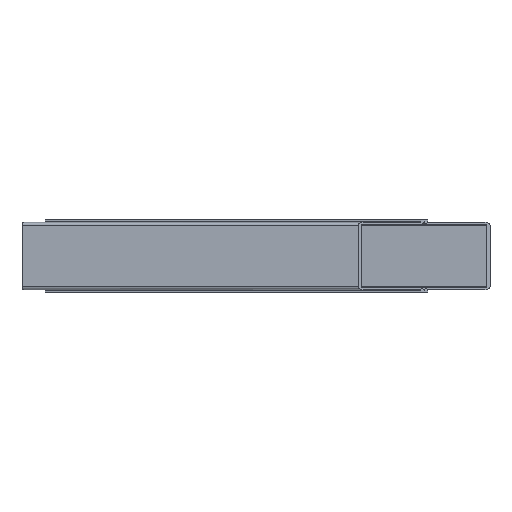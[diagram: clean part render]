
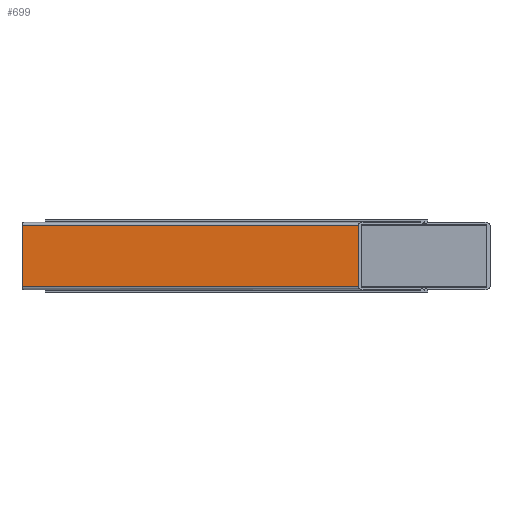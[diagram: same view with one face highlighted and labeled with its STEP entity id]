
A CAD part, left-side view. The second image highlights one B-rep face of the part: STEP entity #699.
In plain terms, the highlighted planar face has unit normal (-1, 0, 0).
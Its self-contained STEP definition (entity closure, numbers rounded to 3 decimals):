
#59=FACE_OUTER_BOUND('',#97,.T.);
#97=EDGE_LOOP('',(#613,#614,#615,#616));
#149=LINE('',#1035,#219);
#163=LINE('',#1094,#233);
#200=LINE('',#1187,#270);
#201=LINE('',#1189,#271);
#219=VECTOR('',#817,10.);
#233=VECTOR('',#863,10.);
#270=VECTOR('',#970,10.);
#271=VECTOR('',#973,10.);
#295=VERTEX_POINT('',#1032);
#296=VERTEX_POINT('',#1034);
#324=VERTEX_POINT('',#1091);
#325=VERTEX_POINT('',#1093);
#363=EDGE_CURVE('',#295,#296,#149,.T.);
#392=EDGE_CURVE('',#324,#325,#163,.T.);
#440=EDGE_CURVE('',#296,#324,#200,.T.);
#441=EDGE_CURVE('',#295,#325,#201,.T.);
#613=ORIENTED_EDGE('',*,*,#363,.F.);
#614=ORIENTED_EDGE('',*,*,#441,.T.);
#615=ORIENTED_EDGE('',*,*,#392,.F.);
#616=ORIENTED_EDGE('',*,*,#440,.F.);
#667=PLANE('',#781);
#699=ADVANCED_FACE('',(#59),#667,.F.);
#781=AXIS2_PLACEMENT_3D('',#1188,#971,#972);
#817=DIRECTION('',(0.,0.,-1.));
#863=DIRECTION('',(0.,0.,1.));
#970=DIRECTION('',(0.,1.,0.));
#971=DIRECTION('center_axis',(1.,0.,0.));
#972=DIRECTION('ref_axis',(0.,0.,-1.));
#973=DIRECTION('',(0.,1.,0.));
#1032=CARTESIAN_POINT('',(-38.1,221.037,86.375));
#1034=CARTESIAN_POINT('',(-38.1,221.037,16.175));
#1035=CARTESIAN_POINT('',(-38.1,221.037,43.188));
#1091=CARTESIAN_POINT('',(-38.1,602.409,16.175));
#1093=CARTESIAN_POINT('',(-38.1,602.409,86.375));
#1094=CARTESIAN_POINT('',(-38.1,602.409,43.188));
#1187=CARTESIAN_POINT('',(-38.1,0.,16.175));
#1188=CARTESIAN_POINT('Origin',(-38.1,0.,86.375));
#1189=CARTESIAN_POINT('',(-38.1,0.,86.375));
